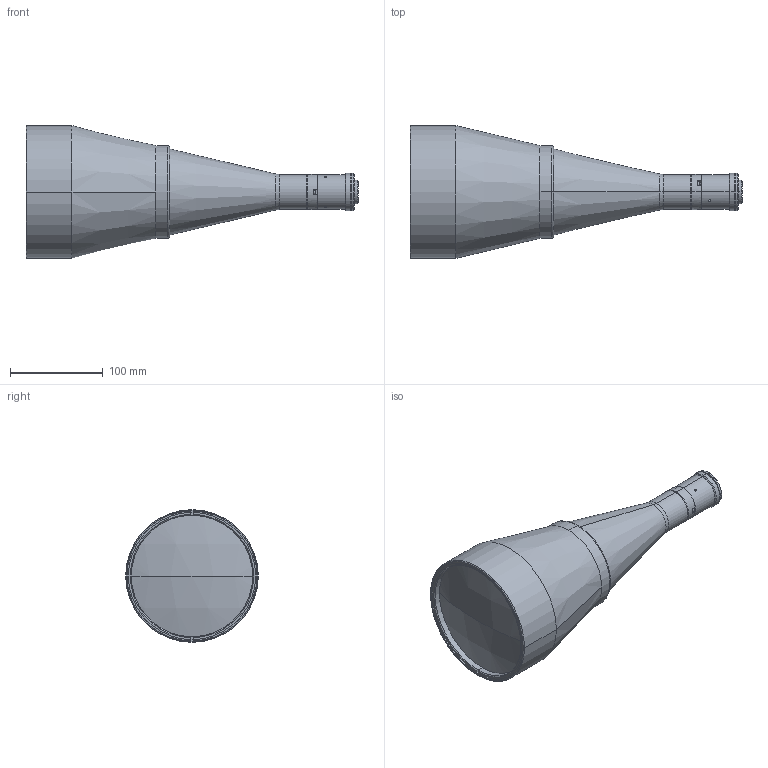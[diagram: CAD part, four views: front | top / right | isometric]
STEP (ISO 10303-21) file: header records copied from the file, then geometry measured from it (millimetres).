
FILE_DESCRIPTION (( 'STEP AP203' ), '1' );
FILE_NAME ('DP26382_TC3MHR096-C.step', '2020-09-04T07:24:53', ( '' ), ( '' ), 'SwSTEP 2.0', 'SolidWorks 2020', '' );
FILE_SCHEMA (( 'CONFIG_CONTROL_DESIGN' ));
Length unit declared in the file: millimetre
Products named in the file (1): DP26382_TC3MHR096-C
Bounding box: 357.93 x 143 x 143 mm (x, y, z)
Surface area: 132512.2 mm2 (no closed solid volume)
Topology: 0 solids, 19 shells, 116 faces, 348 edges, 247 vertices
Faces by surface type: cylinder 45, plane 37, cone 20, torus 12, sphere 2
Entity records: 4248 total; most frequent: CARTESIAN_POINT 960, DIRECTION 744, ORIENTED_EDGE 549, EDGE_CURVE 344, AXIS2_PLACEMENT_3D 303, VERTEX_POINT 247, CIRCLE 186, EDGE_LOOP 144
